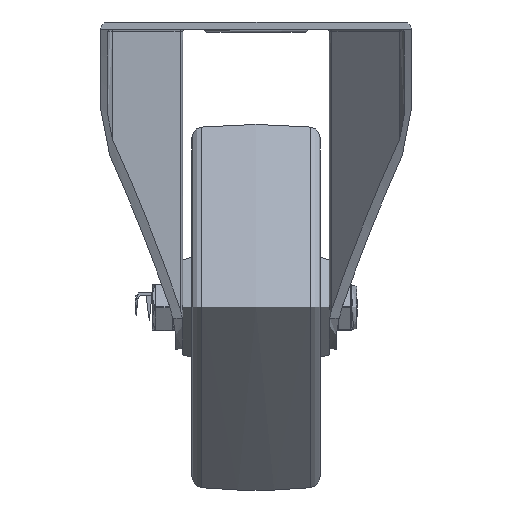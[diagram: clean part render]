
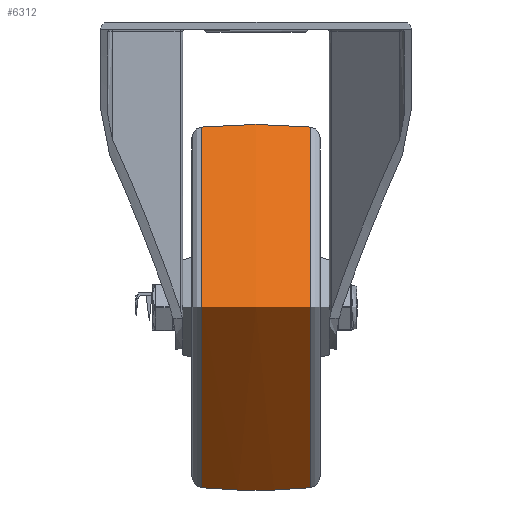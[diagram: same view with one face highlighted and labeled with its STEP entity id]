
A CAD part, left-side view. The second image highlights one B-rep face of the part: STEP entity #6312.
In plain terms, the highlighted free-form (B-spline) face has degree [2, 2] with [3, 9] control points.
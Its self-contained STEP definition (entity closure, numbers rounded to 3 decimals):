
#41=(
BOUNDED_SURFACE()
B_SPLINE_SURFACE(2,2,((#10403,#10404,#10405,#10406,#10407,#10408,#10409,
#10410,#10411),(#10412,#10413,#10414,#10415,#10416,#10417,#10418,#10419,
#10420),(#10421,#10422,#10423,#10424,#10425,#10426,#10427,#10428,#10429)),
 .UNSPECIFIED.,.F.,.T.,.F.)
B_SPLINE_SURFACE_WITH_KNOTS((3,3),(3,2,2,2,3),(-0.096,0.096),
(-3.142,-1.571,0.,1.571,3.142),
 .UNSPECIFIED.)
GEOMETRIC_REPRESENTATION_ITEM()
RATIONAL_B_SPLINE_SURFACE(((1.,0.707,1.,0.707,1.,
0.707,1.,0.707,1.),(0.995,0.704,
0.995,0.704,0.995,0.704,0.995,
0.704,0.995),(1.,0.707,1.,0.707,
1.,0.707,1.,0.707,1.)))
REPRESENTATION_ITEM('')
SURFACE()
);
#785=FACE_OUTER_BOUND('',#1204,.T.);
#1204=EDGE_LOOP('',(#4924,#4925,#4926,#4927));
#2371=CIRCLE('',#6937,49.287);
#2373=CIRCLE('',#6939,49.287);
#2374=CIRCLE('',#6940,153.625);
#2804=VERTEX_POINT('',#10400);
#2805=VERTEX_POINT('',#10430);
#3552=EDGE_CURVE('',#2804,#2804,#2371,.T.);
#3554=EDGE_CURVE('',#2805,#2805,#2373,.T.);
#3555=EDGE_CURVE('',#2805,#2804,#2374,.T.);
#4924=ORIENTED_EDGE('',*,*,#3554,.F.);
#4925=ORIENTED_EDGE('',*,*,#3555,.T.);
#4926=ORIENTED_EDGE('',*,*,#3552,.T.);
#4927=ORIENTED_EDGE('',*,*,#3555,.F.);
#6312=ADVANCED_FACE('',(#785),#41,.F.);
#6937=AXIS2_PLACEMENT_3D('',#10401,#8169,#8170);
#6939=AXIS2_PLACEMENT_3D('',#10431,#8173,#8174);
#6940=AXIS2_PLACEMENT_3D('',#10432,#8175,#8176);
#8169=DIRECTION('center_axis',(0.,1.,0.));
#8170=DIRECTION('ref_axis',(1.,0.,0.));
#8173=DIRECTION('center_axis',(0.,1.,0.));
#8174=DIRECTION('ref_axis',(1.,0.,0.));
#8175=DIRECTION('center_axis',(-1.,0.,0.));
#8176=DIRECTION('ref_axis',(0.,0.,-1.));
#10400=CARTESIAN_POINT('',(0.,-14.789,-49.287));
#10401=CARTESIAN_POINT('Origin',(0.,-14.789,0.));
#10403=CARTESIAN_POINT('Ctrl Pts',(0.,-14.789,-49.287));
#10404=CARTESIAN_POINT('Ctrl Pts',(-49.287,-14.789,
-49.287));
#10405=CARTESIAN_POINT('Ctrl Pts',(-49.287,-14.789,
0.));
#10406=CARTESIAN_POINT('Ctrl Pts',(-49.287,-14.789,
49.287));
#10407=CARTESIAN_POINT('Ctrl Pts',(0.,-14.789,49.287));
#10408=CARTESIAN_POINT('Ctrl Pts',(49.287,-14.789,49.287));
#10409=CARTESIAN_POINT('Ctrl Pts',(49.287,-14.789,0.));
#10410=CARTESIAN_POINT('Ctrl Pts',(49.287,-14.789,-49.287));
#10411=CARTESIAN_POINT('Ctrl Pts',(0.,-14.789,-49.287));
#10412=CARTESIAN_POINT('Ctrl Pts',(0.,0.,-50.717));
#10413=CARTESIAN_POINT('Ctrl Pts',(-50.717,0.,
-50.717));
#10414=CARTESIAN_POINT('Ctrl Pts',(-50.717,0.,
0.));
#10415=CARTESIAN_POINT('Ctrl Pts',(-50.717,0.,
50.717));
#10416=CARTESIAN_POINT('Ctrl Pts',(0.,0.,50.717));
#10417=CARTESIAN_POINT('Ctrl Pts',(50.717,0.,
50.717));
#10418=CARTESIAN_POINT('Ctrl Pts',(50.717,0.,
0.));
#10419=CARTESIAN_POINT('Ctrl Pts',(50.717,0.,
-50.717));
#10420=CARTESIAN_POINT('Ctrl Pts',(0.,0.,-50.717));
#10421=CARTESIAN_POINT('Ctrl Pts',(0.,14.789,-49.287));
#10422=CARTESIAN_POINT('Ctrl Pts',(-49.287,14.789,-49.287));
#10423=CARTESIAN_POINT('Ctrl Pts',(-49.287,14.789,0.));
#10424=CARTESIAN_POINT('Ctrl Pts',(-49.287,14.789,49.287));
#10425=CARTESIAN_POINT('Ctrl Pts',(0.,14.789,49.287));
#10426=CARTESIAN_POINT('Ctrl Pts',(49.287,14.789,49.287));
#10427=CARTESIAN_POINT('Ctrl Pts',(49.287,14.789,0.));
#10428=CARTESIAN_POINT('Ctrl Pts',(49.287,14.789,-49.287));
#10429=CARTESIAN_POINT('Ctrl Pts',(0.,14.789,-49.287));
#10430=CARTESIAN_POINT('',(0.,14.789,-49.287));
#10431=CARTESIAN_POINT('Origin',(0.,14.789,0.));
#10432=CARTESIAN_POINT('Origin',(0.,0.,103.625));
